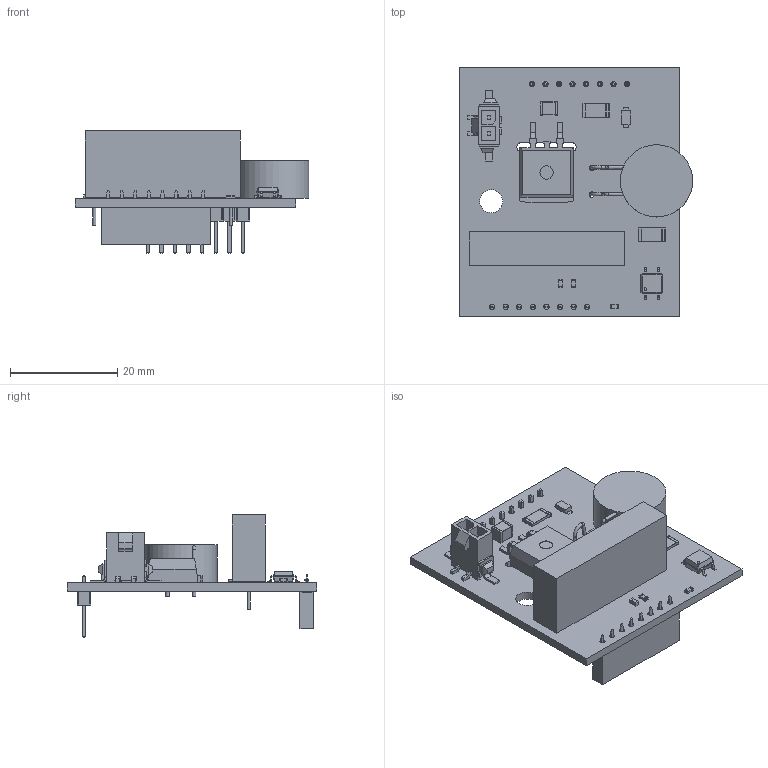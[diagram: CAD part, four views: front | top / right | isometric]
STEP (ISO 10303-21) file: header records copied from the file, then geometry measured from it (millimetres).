
FILE_DESCRIPTION(('KiCad electronic assembly'),'2;1');
FILE_NAME('precharge.step','2025-01-24T17:11:38',('Pcbnew'),('Kicad'), 'Open CASCADE STEP processor 7.7','KiCad to STEP converter','Unknown' );
FILE_SCHEMA(('AUTOMOTIVE_DESIGN { 1 0 10303 214 1 1 1 1 }'));
Length unit declared in the file: millimetre
Products named in the file (26): precharge 1; KDZVTR15B; ASSEMBLY; Micro_Mate-N-Lok_2p_vertical; C-2-1445053-2; R_2010_5025Metric; C_0603_1608Metric; C_1210_3225Metric; SOP-4_3.8x4.1mm_P2.54mm; SOP_4_38x41mm_P254mm; R_0603_1608Metric; PTCEL13RxxxxE pitch 5mm; TO-263-2; CQ assembly; 104-2-A-12_2D; PinHeader_1x08_P2.54mm_Vertical; PinHeader_1x08_P254mm_Vertical; PinSocket_1x08_P2.54mm_Vertical; PinSocket_1x08_P254mm_Vertical; precharge circuit_PCB
Assembly tree (27 placements, depth 3):
  precharge 1
    KDZVTR15B
      ASSEMBLY
    Micro_Mate-N-Lok_2p_vertical
      C-2-1445053-2
    R_2010_5025Metric  x2
      R_2010_5025Metric
    C_0603_1608Metric
      C_0603_1608Metric
    C_1210_3225Metric
      C_1210_3225Metric
    SOP-4_3.8x4.1mm_P2.54mm
      SOP_4_38x41mm_P254mm
    R_0603_1608Metric  x2
      R_0603_1608Metric
    PTCEL13RxxxxE pitch 5mm
      PTCEL13RxxxxE pitch 5mm
    TO-263-2
      CQ assembly
    104-2-A-12_2D
      ASSEMBLY
    PinHeader_1x08_P2.54mm_Vertical
      PinHeader_1x08_P254mm_Vertical
    PinSocket_1x08_P2.54mm_Vertical
      PinSocket_1x08_P254mm_Vertical
    precharge circuit_PCB
Bounding box: 43.6 x 46.55 x 22.84 mm (x, y, z)
Volume: 7473.2 mm3; surface area: 8394.8 mm2
Topology: 27 solids, 27 shells, 1072 faces, 2702 edges, 1738 vertices
Faces by surface type: plane 881, cylinder 157, bspline 28, torus 6
Full cylindrical faces by diameter (mm): 0.5 x1, 0.56 x6, 0.6 x6, 0.76 x6, 1 x18, 2.5 x1, 4.3 x1, 13.5 x1
Entity records: 35131 total; most frequent: CARTESIAN_POINT 5453, ORIENTED_EDGE 5132, DIRECTION 4839, EDGE_CURVE 2566, LINE 2235, VECTOR 2235, VERTEX_POINT 1650, AXIS2_PLACEMENT_3D 1302
